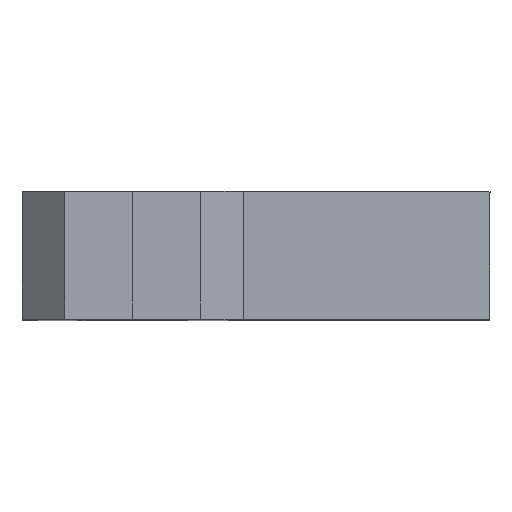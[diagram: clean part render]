
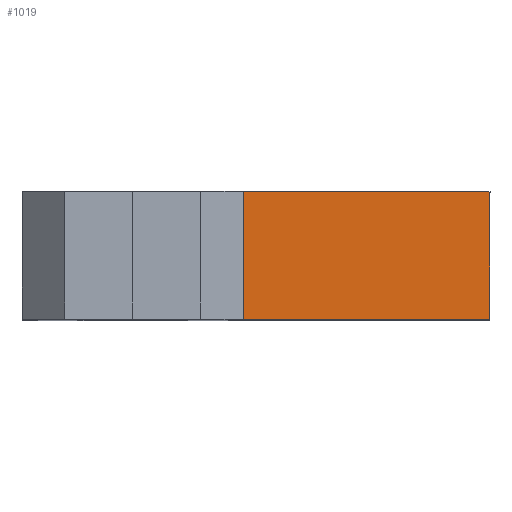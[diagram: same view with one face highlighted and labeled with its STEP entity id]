
A CAD part, top view. The second image highlights one B-rep face of the part: STEP entity #1019.
In plain terms, the highlighted planar face has unit normal (0, 0, 1).
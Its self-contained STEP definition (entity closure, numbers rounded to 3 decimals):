
#965=CARTESIAN_POINT('POINT63',(-328.,
   20.5,17.5));
#966=VERTEX_POINT('VERTEX63',#965);
#972=CARTESIAN_POINT('POINT64',(-328.,
   35.5,17.5));
#973=VERTEX_POINT('VERTEX64',#972);
#974=B_SPLINE_CURVE_WITH_KNOTS('SPLINE_CRV86',1,(#975,#976),
   .UNSPECIFIED.,.F.,.F.,(2,2),(0.,1.),.UNSPECIFIED.);
#975=CARTESIAN_POINT('',(-328.,35.5,
   17.5));
#976=CARTESIAN_POINT('',(-328.,20.5,
   17.5));
#977=EDGE_CURVE('EDGE91',#973,#966,#974,.T.);
#992=CARTESIAN_POINT('POINT65',(-299.,
   20.5,17.5));
#993=VERTEX_POINT('VERTEX65',#992);
#994=B_SPLINE_CURVE_WITH_KNOTS('SPLINE_CRV88',1,(#995,#996),
   .UNSPECIFIED.,.F.,.F.,(2,2),(0.,1.),.UNSPECIFIED.);
#995=CARTESIAN_POINT('',(-299.,20.5,
   17.5));
#996=CARTESIAN_POINT('',(-328.,20.5,
   17.5));
#997=EDGE_CURVE('EDGE93',#993,#966,#994,.T.);
#998=ORIENTED_EDGE('COEDGE148',*,*,#997,.F.);
#999=CARTESIAN_POINT('POINT66',(-299.,
   35.5,17.5));
#1000=VERTEX_POINT('VERTEX66',#999);
#1001=B_SPLINE_CURVE_WITH_KNOTS('SPLINE_CRV89',1,(#1002,#1003),
   .UNSPECIFIED.,.F.,.F.,(2,2),(0.,1.),.UNSPECIFIED.);
#1002=CARTESIAN_POINT('',(-299.,20.5,
   17.5));
#1003=CARTESIAN_POINT('',(-299.,35.5,
   17.5));
#1004=EDGE_CURVE('EDGE94',#993,#1000,#1001,.T.);
#1005=ORIENTED_EDGE('COEDGE149',*,*,#1004,.T.);
#1006=B_SPLINE_CURVE_WITH_KNOTS('SPLINE_CRV90',1,(#1007,#1008),
   .UNSPECIFIED.,.F.,.F.,(2,2),(0.,1.),.UNSPECIFIED.);
#1007=CARTESIAN_POINT('',(-328.,35.5,
   17.5));
#1008=CARTESIAN_POINT('',(-299.,35.5,
   17.5));
#1009=EDGE_CURVE('EDGE95',#973,#1000,#1006,.T.);
#1010=ORIENTED_EDGE('COEDGE150',*,*,#1009,.F.);
#1011=ORIENTED_EDGE('COEDGE151',*,*,#977,.T.);
#1012=EDGE_LOOP('NONE',(#998,#1005,#1010,#1011));
#1013=FACE_BOUND('LOOP1',#1012,.T.);
#1014=CARTESIAN_POINT('POS19',(-313.5,
   28.,17.5));
#1015=DIRECTION('DIR32',(0.,0.,
   1.));
#1016=DIRECTION('DIR33',(1.,0.,
   0.));
#1017=AXIS2_PLACEMENT_3D('AXIS14',#1014,#1015,#1016);
#1018=PLANE('PLANE11',#1017);
#1019=ADVANCED_FACE('FACE33',(#1013),#1018,.T.);
